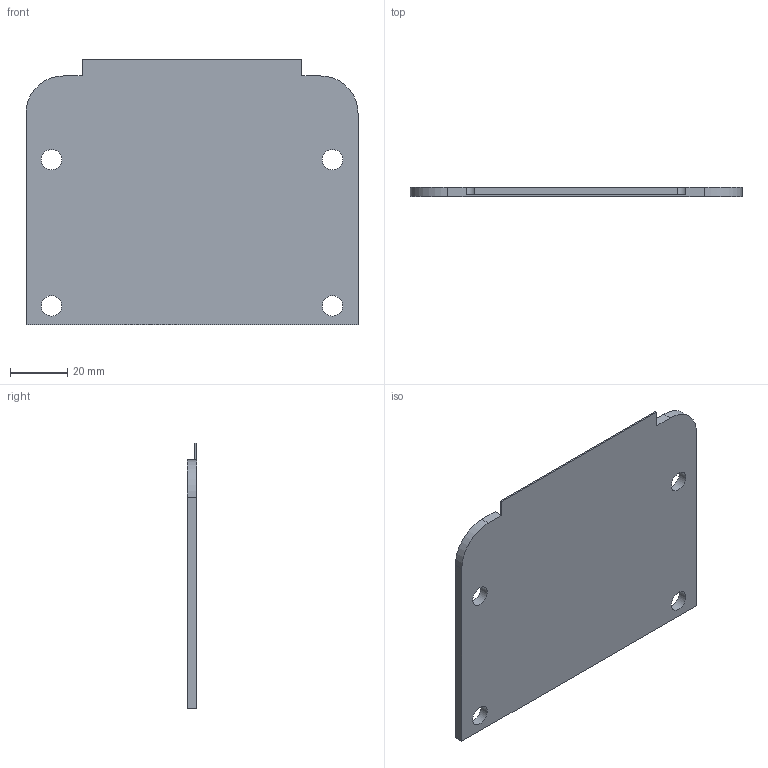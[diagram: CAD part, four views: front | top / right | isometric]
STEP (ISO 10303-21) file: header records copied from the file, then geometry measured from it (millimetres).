
FILE_DESCRIPTION(/* description */ (''),/* implementation_level */ '2;1');
FILE_NAME(/* name */ 'Chip Guide - W115.809 x D92.555 x H3.175 mm v8 v7.step',/* time_stamp */ '2021-01-25T00:55:06-05:00',/* author */ (''),/* organization */ (''),/* preprocessor_version */ 'ST-DEVELOPER v18.1',/* originating_system */ 'Autodesk Translation Framework v9.7.1.1290',/* authorisation */ '');
FILE_SCHEMA (('AUTOMOTIVE_DESIGN { 1 0 10303 214 3 1 1 }'));
Length unit declared in the file: millimetre
Products named in the file (2): Chip Guide - W115.809 x D92.555 x H3.175 mm v8; Chip_guide_-_Guide_pocket_-_Pocket
Assembly tree (1 placements, depth 2):
  Chip Guide - W115.809 x D92.555 x H3.175 mm v8
    Chip_guide_-_Guide_pocket_-_Pocket
Bounding box: 115.81 x 3.17 x 92.56 mm (x, y, z)
Volume: 16759.5 mm3; surface area: 22443.9 mm2
Topology: 1 solids, 1 shells, 22 faces, 58 edges, 38 vertices
Faces by surface type: plane 14, cylinder 8
Full cylindrical faces by diameter (mm): 7.15 x4
Entity records: 758 total; most frequent: DIRECTION 124, CARTESIAN_POINT 121, ORIENTED_EDGE 116, EDGE_CURVE 58, LINE 42, VECTOR 42, AXIS2_PLACEMENT_3D 41, VERTEX_POINT 38
